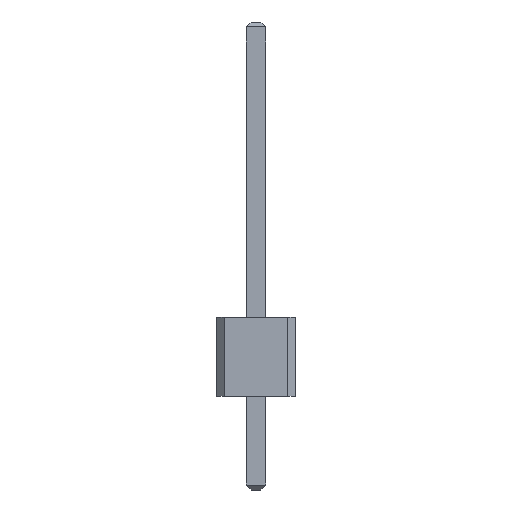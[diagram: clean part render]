
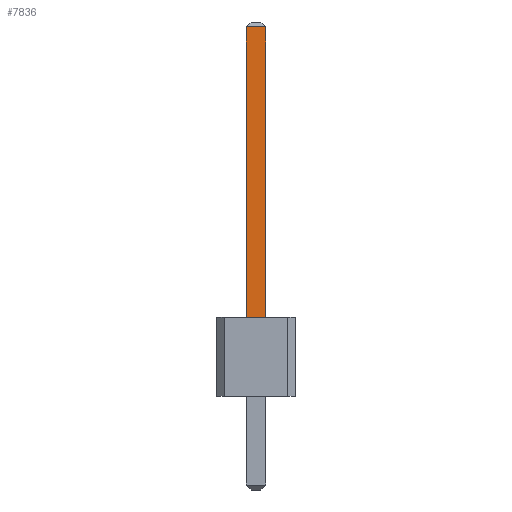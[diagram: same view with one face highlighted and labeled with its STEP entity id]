
A CAD part, front view. The second image highlights one B-rep face of the part: STEP entity #7836.
In plain terms, the highlighted planar face has unit normal (0, -1, 0).
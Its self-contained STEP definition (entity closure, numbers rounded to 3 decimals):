
#590=FACE_OUTER_BOUND('',#1062,.T.);
#1062=EDGE_LOOP('',(#6937,#6938,#6939,#6940));
#1402=LINE('',#10902,#2452);
#2105=LINE('',#12327,#3155);
#2106=LINE('',#12329,#3156);
#2107=LINE('',#12330,#3157);
#2452=VECTOR('',#8800,1.);
#3155=VECTOR('',#10187,1.);
#3156=VECTOR('',#10188,1.);
#3157=VECTOR('',#10189,10.);
#3434=VERTEX_POINT('',#10899);
#3435=VERTEX_POINT('',#10901);
#3815=VERTEX_POINT('',#12326);
#3816=VERTEX_POINT('',#12328);
#4154=EDGE_CURVE('',#3434,#3435,#1402,.T.);
#4857=EDGE_CURVE('',#3434,#3815,#2105,.T.);
#4858=EDGE_CURVE('',#3816,#3815,#2106,.T.);
#4859=EDGE_CURVE('',#3816,#3435,#2107,.T.);
#6937=ORIENTED_EDGE('',*,*,#4857,.T.);
#6938=ORIENTED_EDGE('',*,*,#4858,.F.);
#6939=ORIENTED_EDGE('',*,*,#4859,.T.);
#6940=ORIENTED_EDGE('',*,*,#4154,.F.);
#7400=PLANE('',#8286);
#7836=ADVANCED_FACE('',(#590),#7400,.F.);
#8286=AXIS2_PLACEMENT_3D('',#12325,#10185,#10186);
#8800=DIRECTION('',(-1.,0.,0.));
#10185=DIRECTION('center_axis',(0.,1.,0.));
#10186=DIRECTION('ref_axis',(0.,0.,1.));
#10187=DIRECTION('',(0.,0.,1.));
#10188=DIRECTION('',(1.,0.,0.));
#10189=DIRECTION('',(0.,0.,-1.));
#10899=CARTESIAN_POINT('',(0.32,-43.5,2.54));
#10901=CARTESIAN_POINT('',(-0.32,-43.5,2.54));
#10902=CARTESIAN_POINT('',(-0.16,-43.5,2.54));
#12325=CARTESIAN_POINT('Origin',(-0.32,-43.5,0.46));
#12326=CARTESIAN_POINT('',(0.32,-43.5,11.84));
#12327=CARTESIAN_POINT('',(0.32,-43.5,0.46));
#12328=CARTESIAN_POINT('',(-0.32,-43.5,11.84));
#12329=CARTESIAN_POINT('',(-0.32,-43.5,11.84));
#12330=CARTESIAN_POINT('',(-0.32,-43.5,6.));
